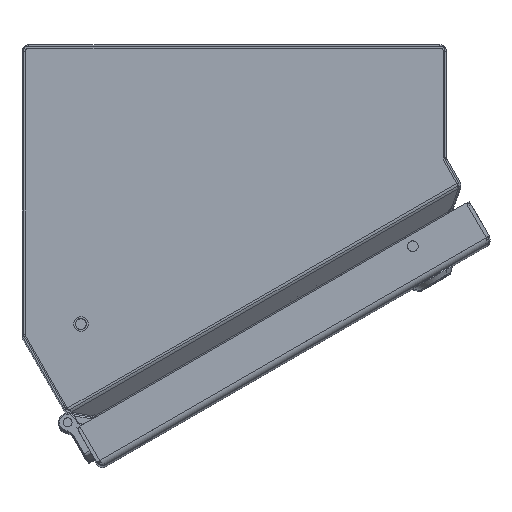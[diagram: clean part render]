
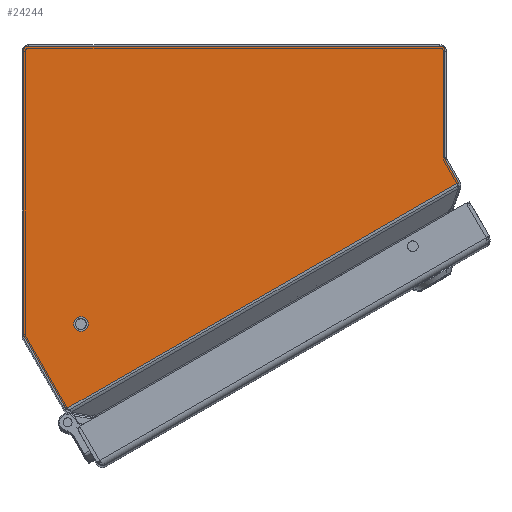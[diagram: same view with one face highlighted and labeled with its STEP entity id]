
A CAD part, top view. The second image highlights one B-rep face of the part: STEP entity #24244.
In plain terms, the highlighted planar face has unit normal (0, 0, 1).
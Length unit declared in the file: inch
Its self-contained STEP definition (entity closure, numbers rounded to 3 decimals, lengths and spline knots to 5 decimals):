
#768 = EDGE_CURVE ( 'NONE', #64433, #21641, #14911, .T. ) ;
#1065 = VERTEX_POINT ( 'NONE', #12253 ) ;
#1346 = CIRCLE ( 'NONE', #67668, 0.0965 ) ;
#1919 = CARTESIAN_POINT ( 'NONE',  ( -3.63095, 1.97, 10. ) ) ;
#2417 = DIRECTION ( 'NONE',  ( 0., 0., -1. ) ) ;
#4527 = VERTEX_POINT ( 'NONE', #22068 ) ;
#4568 = VECTOR ( 'NONE', #51760, 39.37008 ) ;
#5302 = CIRCLE ( 'NONE', #75710, 0.06 ) ;
#6529 = CARTESIAN_POINT ( 'NONE',  ( -3.68291, -3.11615, 10. ) ) ;
#7283 = CARTESIAN_POINT ( 'NONE',  ( 3.92609, -0.41532, 10. ) ) ;
#7368 = VERTEX_POINT ( 'NONE', #9248 ) ;
#7886 = AXIS2_PLACEMENT_3D ( 'NONE', #67965, #53215, #35074 ) ;
#8245 = VERTEX_POINT ( 'NONE', #71904 ) ;
#8986 = AXIS2_PLACEMENT_3D ( 'NONE', #65817, #66235, #58844 ) ;
#9248 = CARTESIAN_POINT ( 'NONE',  ( -2.95015, -4.38532, 10. ) ) ;
#9275 = VERTEX_POINT ( 'NONE', #16048 ) ;
#9302 = DIRECTION ( 'NONE',  ( 0.5, -0.866, 0. ) ) ;
#9320 = CARTESIAN_POINT ( 'NONE',  ( -2.68915, -2.8974, 10. ) ) ;
#9773 = VERTEX_POINT ( 'NONE', #55940 ) ;
#11416 = FACE_BOUND ( 'NONE', #57130, .T. ) ;
#11496 = ORIENTED_EDGE ( 'NONE', *, *, #20598, .F. ) ;
#11546 = LINE ( 'NONE', #37971, #4568 ) ;
#12253 = CARTESIAN_POINT ( 'NONE',  ( -3.69095, 1.91, 10. ) ) ;
#13752 = CARTESIAN_POINT ( 'NONE',  ( 3.69899, -0.02197, 10. ) ) ;
#14911 = LINE ( 'NONE', #66854, #41178 ) ;
#16048 = CARTESIAN_POINT ( 'NONE',  ( -3.69095, -3.08615, 10. ) ) ;
#17245 = VECTOR ( 'NONE', #28228, 39.37008 ) ;
#17255 = ORIENTED_EDGE ( 'NONE', *, *, #54734, .T. ) ;
#17608 = VECTOR ( 'NONE', #64772, 39.37008 ) ;
#17942 = ORIENTED_EDGE ( 'NONE', *, *, #75290, .F. ) ;
#17973 = CARTESIAN_POINT ( 'NONE',  ( -3.69095, 1.91, 10. ) ) ;
#19768 = CARTESIAN_POINT ( 'NONE',  ( 3.75095, 0.00803, 10. ) ) ;
#20592 = EDGE_CURVE ( 'NONE', #20949, #1065, #80440, .T. ) ;
#20598 = EDGE_CURVE ( 'NONE', #7368, #50593, #11546, .T. ) ;
#20610 = VECTOR ( 'NONE', #76824, 39.37008 ) ;
#20949 = VERTEX_POINT ( 'NONE', #36612 ) ;
#21641 = VERTEX_POINT ( 'NONE', #81013 ) ;
#22068 = CARTESIAN_POINT ( 'NONE',  ( 3.69095, 0.00803, 10. ) ) ;
#22508 = EDGE_CURVE ( 'NONE', #64433, #4527, #22799, .T. ) ;
#22766 = ORIENTED_EDGE ( 'NONE', *, *, #53372, .F. ) ;
#22799 = CIRCLE ( 'NONE', #83504, 0.06 ) ;
#24098 = VERTEX_POINT ( 'NONE', #6529 ) ;
#24244 = ADVANCED_FACE ( 'NONE', ( #11416, #43886 ), #37842, .T. ) ;
#25279 = DIRECTION ( 'NONE',  ( 0., -1., 0. ) ) ;
#25340 = DIRECTION ( 'NONE',  ( 0., 1., 0. ) ) ;
#26811 = EDGE_CURVE ( 'NONE', #21641, #63992, #62862, .T. ) ;
#27980 = AXIS2_PLACEMENT_3D ( 'NONE', #70831, #84526, #25340 ) ;
#28228 = DIRECTION ( 'NONE',  ( 1., 0., 0. ) ) ;
#30990 = ORIENTED_EDGE ( 'NONE', *, *, #52128, .T. ) ;
#31619 = DIRECTION ( 'NONE',  ( -1., 0., 0. ) ) ;
#33433 = DIRECTION ( 'NONE',  ( 1., 0., 0. ) ) ;
#33959 = EDGE_LOOP ( 'NONE', ( #50852, #54404, #75782, #30990, #17942, #11496, #22766, #84414, #71546, #84493, #17255, #73768 ) ) ;
#35074 = DIRECTION ( 'NONE',  ( 1., 0., 0. ) ) ;
#35092 = CARTESIAN_POINT ( 'NONE',  ( -3.6789, -3.1231, 10. ) ) ;
#36612 = CARTESIAN_POINT ( 'NONE',  ( -3.63095, 1.97, 10. ) ) ;
#37842 = PLANE ( 'NONE',  #7886 ) ;
#37971 = CARTESIAN_POINT ( 'NONE',  ( -2.95015, -4.38532, 10. ) ) ;
#37977 = CARTESIAN_POINT ( 'NONE',  ( 3.63095, 1.97, 10. ) ) ;
#38182 = EDGE_CURVE ( 'NONE', #1065, #9275, #84906, .T. ) ;
#41178 = VECTOR ( 'NONE', #9302, 39.37008 ) ;
#43423 = ORIENTED_EDGE ( 'NONE', *, *, #47993, .T. ) ;
#43886 = FACE_OUTER_BOUND ( 'NONE', #33959, .T. ) ;
#44960 = LINE ( 'NONE', #7283, #66231 ) ;
#46189 = DIRECTION ( 'NONE',  ( -0.866, -0.5, 0. ) ) ;
#46192 = AXIS2_PLACEMENT_3D ( 'NONE', #65918, #72417, #33433 ) ;
#46238 = CIRCLE ( 'NONE', #8986, 0.0965 ) ;
#46635 = DIRECTION ( 'NONE',  ( -0.866, -0.5, 0. ) ) ;
#47650 = EDGE_CURVE ( 'NONE', #8245, #54995, #83401, .T. ) ;
#47825 = EDGE_CURVE ( 'NONE', #20949, #54995, #48164, .T. ) ;
#47993 = EDGE_CURVE ( 'NONE', #58058, #9773, #46238, .T. ) ;
#48164 = LINE ( 'NONE', #1919, #17245 ) ;
#48170 = CARTESIAN_POINT ( 'NONE',  ( 3.703, -0.02892, 10. ) ) ;
#48801 = LINE ( 'NONE', #69579, #20610 ) ;
#50593 = VERTEX_POINT ( 'NONE', #35092 ) ;
#50709 = CARTESIAN_POINT ( 'NONE',  ( -2.59265, -2.8974, 10. ) ) ;
#50852 = ORIENTED_EDGE ( 'NONE', *, *, #47825, .F. ) ;
#51760 = DIRECTION ( 'NONE',  ( -0.5, 0.866, 0. ) ) ;
#52128 = EDGE_CURVE ( 'NONE', #9275, #24098, #5302, .T. ) ;
#53215 = DIRECTION ( 'NONE',  ( 0., 0., 1. ) ) ;
#53372 = EDGE_CURVE ( 'NONE', #63992, #7368, #44960, .T. ) ;
#54404 = ORIENTED_EDGE ( 'NONE', *, *, #20592, .T. ) ;
#54734 = EDGE_CURVE ( 'NONE', #4527, #8245, #48801, .T. ) ;
#54995 = VERTEX_POINT ( 'NONE', #37977 ) ;
#55940 = CARTESIAN_POINT ( 'NONE',  ( -2.78565, -2.8974, 10. ) ) ;
#57130 = EDGE_LOOP ( 'NONE', ( #43423, #66268 ) ) ;
#58058 = VERTEX_POINT ( 'NONE', #50709 ) ;
#58844 = DIRECTION ( 'NONE',  ( 1., 0., 0. ) ) ;
#62421 = DIRECTION ( 'NONE',  ( 0.5, -0.866, 0. ) ) ;
#62862 = LINE ( 'NONE', #48170, #64881 ) ;
#63489 = CARTESIAN_POINT ( 'NONE',  ( -3.63095, -3.08615, 10. ) ) ;
#63659 = DIRECTION ( 'NONE',  ( 0., 0., -1. ) ) ;
#63968 = EDGE_CURVE ( 'NONE', #9773, #58058, #1346, .T. ) ;
#63992 = VERTEX_POINT ( 'NONE', #77018 ) ;
#64433 = VERTEX_POINT ( 'NONE', #13752 ) ;
#64772 = DIRECTION ( 'NONE',  ( -0.5, 0.866, 0. ) ) ;
#64881 = VECTOR ( 'NONE', #62421, 39.37008 ) ;
#65817 = CARTESIAN_POINT ( 'NONE',  ( -2.68915, -2.8974, 10. ) ) ;
#65918 = CARTESIAN_POINT ( 'NONE',  ( 3.63095, 1.91, 10. ) ) ;
#66231 = VECTOR ( 'NONE', #46635, 39.37008 ) ;
#66235 = DIRECTION ( 'NONE',  ( 0., 0., -1. ) ) ;
#66268 = ORIENTED_EDGE ( 'NONE', *, *, #63968, .T. ) ;
#66854 = CARTESIAN_POINT ( 'NONE',  ( 3.69899, -0.02197, 10. ) ) ;
#67668 = AXIS2_PLACEMENT_3D ( 'NONE', #9320, #63659, #31619 ) ;
#67965 = CARTESIAN_POINT ( 'NONE',  ( -0.00001, 0., 10. ) ) ;
#69579 = CARTESIAN_POINT ( 'NONE',  ( 3.69095, 0.00803, 10. ) ) ;
#70831 = CARTESIAN_POINT ( 'NONE',  ( -3.63095, 1.91, 10. ) ) ;
#71546 = ORIENTED_EDGE ( 'NONE', *, *, #768, .F. ) ;
#71904 = CARTESIAN_POINT ( 'NONE',  ( 3.69095, 1.91, 10. ) ) ;
#72417 = DIRECTION ( 'NONE',  ( 0., 0., 1. ) ) ;
#73768 = ORIENTED_EDGE ( 'NONE', *, *, #47650, .T. ) ;
#75290 = EDGE_CURVE ( 'NONE', #50593, #24098, #85405, .T. ) ;
#75710 = AXIS2_PLACEMENT_3D ( 'NONE', #63489, #77271, #84566 ) ;
#75782 = ORIENTED_EDGE ( 'NONE', *, *, #38182, .T. ) ;
#76824 = DIRECTION ( 'NONE',  ( 0., 1., 0. ) ) ;
#77018 = CARTESIAN_POINT ( 'NONE',  ( 3.92609, -0.41532, 10. ) ) ;
#77271 = DIRECTION ( 'NONE',  ( 0., 0., 1. ) ) ;
#77594 = VECTOR ( 'NONE', #25279, 39.37008 ) ;
#78951 = CARTESIAN_POINT ( 'NONE',  ( -3.6789, -3.1231, 10. ) ) ;
#80440 = CIRCLE ( 'NONE', #27980, 0.06 ) ;
#81013 = CARTESIAN_POINT ( 'NONE',  ( 3.703, -0.02892, 10. ) ) ;
#83401 = CIRCLE ( 'NONE', #46192, 0.06 ) ;
#83504 = AXIS2_PLACEMENT_3D ( 'NONE', #19768, #2417, #46189 ) ;
#84414 = ORIENTED_EDGE ( 'NONE', *, *, #26811, .F. ) ;
#84493 = ORIENTED_EDGE ( 'NONE', *, *, #22508, .T. ) ;
#84526 = DIRECTION ( 'NONE',  ( 0., 0., 1. ) ) ;
#84566 = DIRECTION ( 'NONE',  ( -1., 0., 0. ) ) ;
#84906 = LINE ( 'NONE', #17973, #77594 ) ;
#85405 = LINE ( 'NONE', #78951, #17608 ) ;
